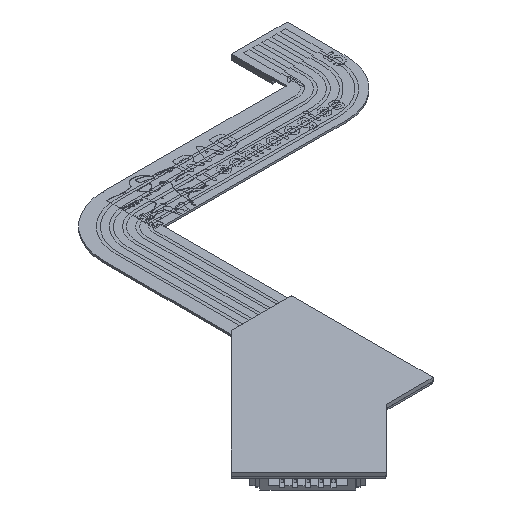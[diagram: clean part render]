
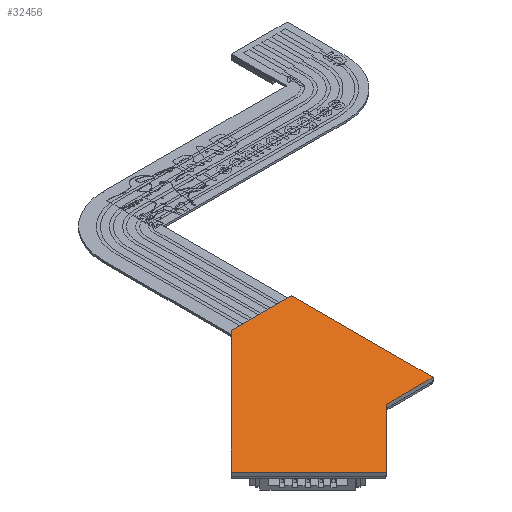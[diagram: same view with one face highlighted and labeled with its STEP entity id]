
A CAD part, isometric view. The second image highlights one B-rep face of the part: STEP entity #32456.
In plain terms, the highlighted planar face has unit normal (0, 0, 1).
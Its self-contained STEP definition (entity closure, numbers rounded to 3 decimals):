
#32263 = VERTEX_POINT('',#32264);
#32264 = CARTESIAN_POINT('',(-15.775,-24.26,
    0.303));
#32270 = EDGE_CURVE('',#32263,#32271,#32273,.T.);
#32271 = VERTEX_POINT('',#32272);
#32272 = CARTESIAN_POINT('',(-20.018,-20.018,
    0.303));
#32273 = LINE('',#32274,#32275);
#32274 = CARTESIAN_POINT('',(-15.775,-24.26,
    0.303));
#32275 = VECTOR('',#32276,1.);
#32276 = DIRECTION('',(-0.707,0.707,0.));
#32301 = EDGE_CURVE('',#32271,#32302,#32304,.T.);
#32302 = VERTEX_POINT('',#32303);
#32303 = CARTESIAN_POINT('',(-13.3,-13.3,
    0.303));
#32304 = LINE('',#32305,#32306);
#32305 = CARTESIAN_POINT('',(-20.018,-20.018,
    0.303));
#32306 = VECTOR('',#32307,1.);
#32307 = DIRECTION('',(0.707,0.707,0.));
#32332 = EDGE_CURVE('',#32302,#32333,#32335,.T.);
#32333 = VERTEX_POINT('',#32334);
#32334 = CARTESIAN_POINT('',(-10.,-13.3,
    0.303));
#32335 = LINE('',#32336,#32337);
#32336 = CARTESIAN_POINT('',(-13.3,-13.3,
    0.303));
#32337 = VECTOR('',#32338,1.);
#32338 = DIRECTION('',(1.,0.,0.));
#32363 = EDGE_CURVE('',#32333,#32364,#32366,.T.);
#32364 = VERTEX_POINT('',#32365);
#32365 = CARTESIAN_POINT('',(-10.,-21.05,
    0.303));
#32366 = LINE('',#32367,#32368);
#32367 = CARTESIAN_POINT('',(-10.,-13.3,
    0.303));
#32368 = VECTOR('',#32369,1.);
#32369 = DIRECTION('',(0.,-1.,0.));
#32394 = EDGE_CURVE('',#32364,#32395,#32397,.T.);
#32395 = VERTEX_POINT('',#32396);
#32396 = CARTESIAN_POINT('',(-12.565,-21.05,
    0.303));
#32397 = LINE('',#32398,#32399);
#32398 = CARTESIAN_POINT('',(-10.,-21.05,
    0.303));
#32399 = VECTOR('',#32400,1.);
#32400 = DIRECTION('',(-1.,0.,0.));
#32425 = EDGE_CURVE('',#32395,#32263,#32426,.T.);
#32426 = LINE('',#32427,#32428);
#32427 = CARTESIAN_POINT('',(-12.565,-21.05,
    0.303));
#32428 = VECTOR('',#32429,1.);
#32429 = DIRECTION('',(-0.707,-0.707,0.));
#32456 = ADVANCED_FACE('',(#32457),#32465,.F.);
#32457 = FACE_BOUND('',#32458,.F.);
#32458 = EDGE_LOOP('',(#32459,#32460,#32461,#32462,#32463,#32464));
#32459 = ORIENTED_EDGE('',*,*,#32270,.T.);
#32460 = ORIENTED_EDGE('',*,*,#32301,.T.);
#32461 = ORIENTED_EDGE('',*,*,#32332,.T.);
#32462 = ORIENTED_EDGE('',*,*,#32363,.T.);
#32463 = ORIENTED_EDGE('',*,*,#32394,.T.);
#32464 = ORIENTED_EDGE('',*,*,#32425,.T.);
#32465 = PLANE('',#32466);
#32466 = AXIS2_PLACEMENT_3D('',#32467,#32468,#32469);
#32467 = CARTESIAN_POINT('',(-14.109,-18.569,
    0.303));
#32468 = DIRECTION('',(-0.,-0.,-1.));
#32469 = DIRECTION('',(-1.,0.,0.));
